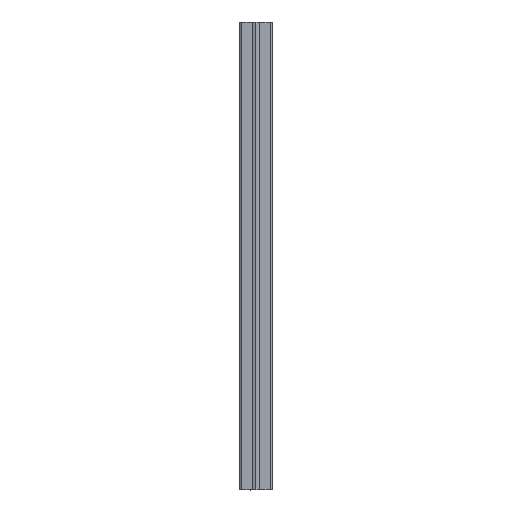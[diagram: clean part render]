
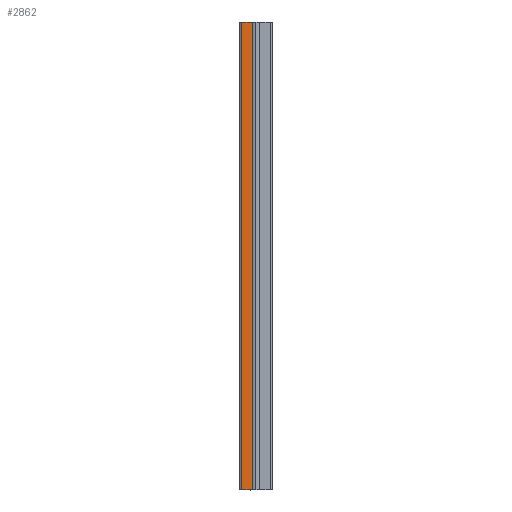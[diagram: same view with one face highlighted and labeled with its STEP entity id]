
A CAD part, left-side view. The second image highlights one B-rep face of the part: STEP entity #2862.
In plain terms, the highlighted planar face has unit normal (-1, 0, 0).
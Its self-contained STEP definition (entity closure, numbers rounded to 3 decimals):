
#46 = CARTESIAN_POINT ( 'NONE',  ( 0., 27.75, 0. ) ) ;
#410 = CARTESIAN_POINT ( 'NONE',  ( 0., 27.75, 0. ) ) ;
#420 = ORIENTED_EDGE ( 'NONE', *, *, #1381, .F. ) ;
#569 = VERTEX_POINT ( 'NONE', #1240 ) ;
#579 = DIRECTION ( 'NONE',  ( 0., 0., 1. ) ) ;
#668 = CARTESIAN_POINT ( 'NONE',  ( 0., 22.5, 0. ) ) ;
#724 = DIRECTION ( 'NONE',  ( 0., -1., 0. ) ) ;
#796 = FACE_OUTER_BOUND ( 'NONE', #1557, .T. ) ;
#1042 = LINE ( 'NONE', #668, #2950 ) ;
#1240 = CARTESIAN_POINT ( 'NONE',  ( 0., 42., 645. ) ) ;
#1248 = EDGE_CURVE ( 'NONE', #1609, #1818, #3071, .T. ) ;
#1265 = VECTOR ( 'NONE', #1569, 1000. ) ;
#1381 = EDGE_CURVE ( 'NONE', #3055, #569, #1801, .T. ) ;
#1461 = CARTESIAN_POINT ( 'NONE',  ( 0., 42., 645. ) ) ;
#1557 = EDGE_LOOP ( 'NONE', ( #1793, #2848, #1862, #420 ) ) ;
#1569 = DIRECTION ( 'NONE',  ( 0., 0., 1. ) ) ;
#1593 = AXIS2_PLACEMENT_3D ( 'NONE', #2745, #2761, #2511 ) ;
#1609 = VERTEX_POINT ( 'NONE', #410 ) ;
#1640 = LINE ( 'NONE', #1461, #2369 ) ;
#1793 = ORIENTED_EDGE ( 'NONE', *, *, #2571, .F. ) ;
#1801 = LINE ( 'NONE', #2366, #2199 ) ;
#1818 = VERTEX_POINT ( 'NONE', #2475 ) ;
#1862 = ORIENTED_EDGE ( 'NONE', *, *, #2719, .F. ) ;
#2076 = CARTESIAN_POINT ( 'NONE',  ( 0., 42., 0. ) ) ;
#2199 = VECTOR ( 'NONE', #579, 1000. ) ;
#2240 = PLANE ( 'NONE',  #1593 ) ;
#2366 = CARTESIAN_POINT ( 'NONE',  ( 0., 42., 0. ) ) ;
#2369 = VECTOR ( 'NONE', #724, 1000. ) ;
#2380 = DIRECTION ( 'NONE',  ( 0., 1., 0. ) ) ;
#2475 = CARTESIAN_POINT ( 'NONE',  ( 0., 27.75, 645. ) ) ;
#2511 = DIRECTION ( 'NONE',  ( 0., 0., 1. ) ) ;
#2571 = EDGE_CURVE ( 'NONE', #1609, #3055, #1042, .T. ) ;
#2719 = EDGE_CURVE ( 'NONE', #569, #1818, #1640, .T. ) ;
#2745 = CARTESIAN_POINT ( 'NONE',  ( 0., 22.5, 0. ) ) ;
#2761 = DIRECTION ( 'NONE',  ( -1., 0., 0. ) ) ;
#2848 = ORIENTED_EDGE ( 'NONE', *, *, #1248, .T. ) ;
#2862 = ADVANCED_FACE ( 'NONE', ( #796 ), #2240, .T. ) ;
#2950 = VECTOR ( 'NONE', #2380, 1000. ) ;
#3055 = VERTEX_POINT ( 'NONE', #2076 ) ;
#3071 = LINE ( 'NONE', #46, #1265 ) ;
